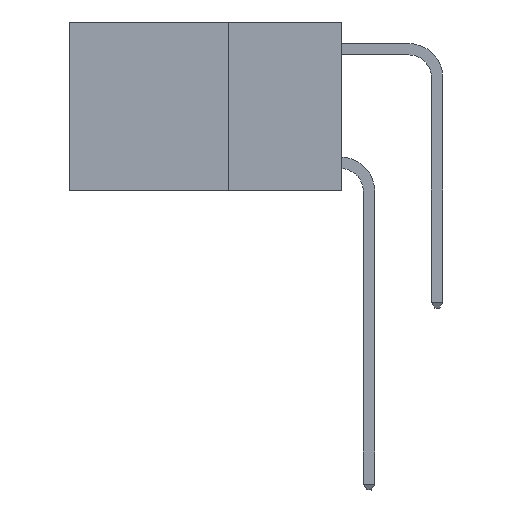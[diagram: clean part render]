
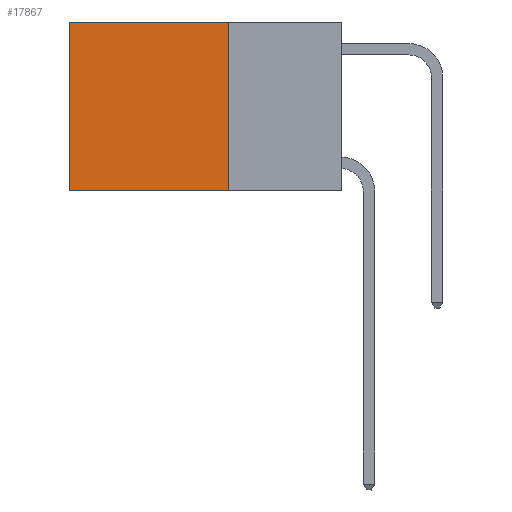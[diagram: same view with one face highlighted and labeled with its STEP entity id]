
A CAD part, left-side view. The second image highlights one B-rep face of the part: STEP entity #17867.
In plain terms, the highlighted planar face has unit normal (-1, 0, 0).
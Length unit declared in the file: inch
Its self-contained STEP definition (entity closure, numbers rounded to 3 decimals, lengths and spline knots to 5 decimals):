
#558 = CARTESIAN_POINT ( 'NONE',  ( 0.2625, 0.6, -0.37 ) ) ;
#1550 = CARTESIAN_POINT ( 'NONE',  ( 0.2625, 0.6, 0. ) ) ;
#1985 = CARTESIAN_POINT ( 'NONE',  ( 0.2625, 0.25, -0.37 ) ) ;
#3412 = DIRECTION ( 'NONE',  ( 0., 0., -1. ) ) ;
#3449 = VECTOR ( 'NONE', #13499, 39.37008 ) ;
#3820 = CARTESIAN_POINT ( 'NONE',  ( 0.2625, 0.25, 0. ) ) ;
#4216 = LINE ( 'NONE', #17675, #25111 ) ;
#4775 = ORIENTED_EDGE ( 'NONE', *, *, #24696, .F. ) ;
#5261 = LINE ( 'NONE', #20460, #3449 ) ;
#6671 = CARTESIAN_POINT ( 'NONE',  ( 0.2625, 0.25, 0. ) ) ;
#7645 = EDGE_LOOP ( 'NONE', ( #27100, #23444, #4775, #23509 ) ) ;
#8275 = PLANE ( 'NONE',  #13532 ) ;
#8413 = DIRECTION ( 'NONE',  ( 0., 0., -1. ) ) ;
#8570 = FACE_OUTER_BOUND ( 'NONE', #7645, .T. ) ;
#8704 = DIRECTION ( 'NONE',  ( 1., 0., 0. ) ) ;
#10614 = VERTEX_POINT ( 'NONE', #3820 ) ;
#10899 = EDGE_CURVE ( 'NONE', #10614, #18223, #5261, .T. ) ;
#11368 = VERTEX_POINT ( 'NONE', #558 ) ;
#12982 = LINE ( 'NONE', #1985, #18152 ) ;
#13499 = DIRECTION ( 'NONE',  ( 0., 1., 0. ) ) ;
#13532 = AXIS2_PLACEMENT_3D ( 'NONE', #6671, #8704, #8413 ) ;
#14280 = LINE ( 'NONE', #14413, #22417 ) ;
#14413 = CARTESIAN_POINT ( 'NONE',  ( 0.2625, 0.25, 0. ) ) ;
#14930 = DIRECTION ( 'NONE',  ( 0., 0., -1. ) ) ;
#15615 = VERTEX_POINT ( 'NONE', #24319 ) ;
#17675 = CARTESIAN_POINT ( 'NONE',  ( 0.2625, 0.6, 0. ) ) ;
#17867 = ADVANCED_FACE ( 'NONE', ( #8570 ), #8275, .F. ) ;
#17870 = EDGE_CURVE ( 'NONE', #18223, #11368, #4216, .T. ) ;
#18152 = VECTOR ( 'NONE', #22376, 39.37008 ) ;
#18223 = VERTEX_POINT ( 'NONE', #1550 ) ;
#20460 = CARTESIAN_POINT ( 'NONE',  ( 0.2625, 0.25, 0. ) ) ;
#21878 = EDGE_CURVE ( 'NONE', #15615, #11368, #12982, .T. ) ;
#22376 = DIRECTION ( 'NONE',  ( 0., 1., 0. ) ) ;
#22417 = VECTOR ( 'NONE', #3412, 39.37008 ) ;
#23444 = ORIENTED_EDGE ( 'NONE', *, *, #21878, .F. ) ;
#23509 = ORIENTED_EDGE ( 'NONE', *, *, #10899, .T. ) ;
#24319 = CARTESIAN_POINT ( 'NONE',  ( 0.2625, 0.25, -0.37 ) ) ;
#24696 = EDGE_CURVE ( 'NONE', #10614, #15615, #14280, .T. ) ;
#25111 = VECTOR ( 'NONE', #14930, 39.37008 ) ;
#27100 = ORIENTED_EDGE ( 'NONE', *, *, #17870, .T. ) ;
